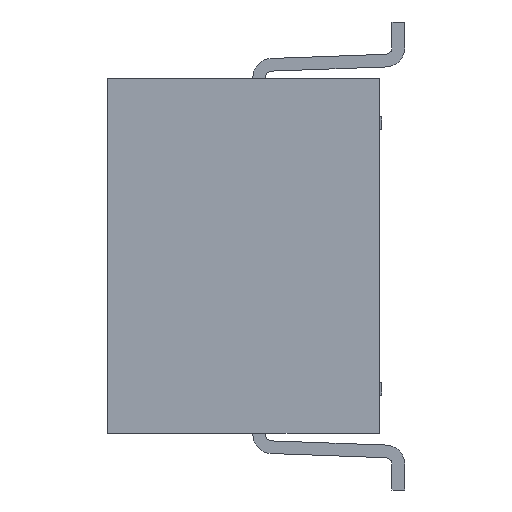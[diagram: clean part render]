
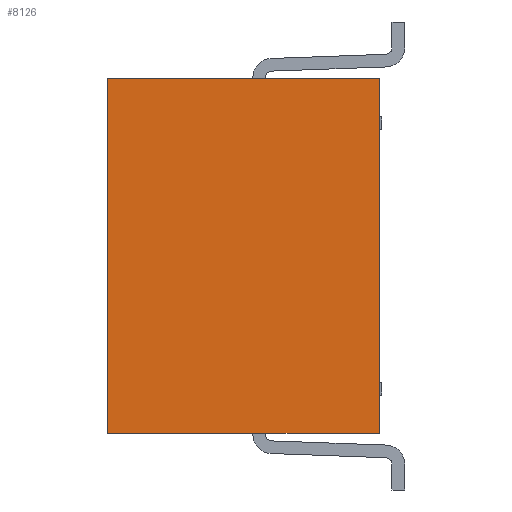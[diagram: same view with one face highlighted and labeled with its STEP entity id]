
A CAD part, left-side view. The second image highlights one B-rep face of the part: STEP entity #8126.
In plain terms, the highlighted planar face has unit normal (-1, 0, 0).
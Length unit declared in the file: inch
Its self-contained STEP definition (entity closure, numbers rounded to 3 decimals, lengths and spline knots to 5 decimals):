
#13 = CARTESIAN_POINT ( 'NONE',  ( -0.25, 0.18, 0.14 ) ) ;
#196 = CARTESIAN_POINT ( 'NONE',  ( -0.25, 0.18, 0.14 ) ) ;
#638 = AXIS2_PLACEMENT_3D ( 'NONE', #6305, #9193, #4886 ) ;
#792 = CARTESIAN_POINT ( 'NONE',  ( -0.25, -0.035, -0.14 ) ) ;
#925 = LINE ( 'NONE', #5947, #6641 ) ;
#930 = DIRECTION ( 'NONE',  ( 0., 0., 1. ) ) ;
#1013 = CARTESIAN_POINT ( 'NONE',  ( -0.25, 0.18, -0.14 ) ) ;
#1468 = VERTEX_POINT ( 'NONE', #792 ) ;
#1661 = DIRECTION ( 'NONE',  ( 0., -1., 0. ) ) ;
#1923 = DIRECTION ( 'NONE',  ( 0., 0., -1. ) ) ;
#1972 = LINE ( 'NONE', #5498, #7481 ) ;
#2127 = EDGE_CURVE ( 'NONE', #2950, #1468, #925, .T. ) ;
#2200 = ORIENTED_EDGE ( 'NONE', *, *, #8368, .F. ) ;
#2336 = CARTESIAN_POINT ( 'NONE',  ( -0.25, -0.035, 0.14 ) ) ;
#2467 = VECTOR ( 'NONE', #930, 39.37008 ) ;
#2739 = VERTEX_POINT ( 'NONE', #13 ) ;
#2950 = VERTEX_POINT ( 'NONE', #1013 ) ;
#3551 = LINE ( 'NONE', #6295, #7155 ) ;
#4150 = PLANE ( 'NONE',  #638 ) ;
#4377 = LINE ( 'NONE', #196, #2467 ) ;
#4543 = VERTEX_POINT ( 'NONE', #2336 ) ;
#4728 = EDGE_CURVE ( 'NONE', #2739, #4543, #3551, .T. ) ;
#4886 = DIRECTION ( 'NONE',  ( 0., 0., -1. ) ) ;
#5469 = ORIENTED_EDGE ( 'NONE', *, *, #2127, .T. ) ;
#5498 = CARTESIAN_POINT ( 'NONE',  ( -0.25, -0.035, 0.14 ) ) ;
#5947 = CARTESIAN_POINT ( 'NONE',  ( -0.25, 0.18, -0.14 ) ) ;
#6295 = CARTESIAN_POINT ( 'NONE',  ( -0.25, 0.18, 0.14 ) ) ;
#6305 = CARTESIAN_POINT ( 'NONE',  ( -0.25, 0.18, 0.14 ) ) ;
#6641 = VECTOR ( 'NONE', #1661, 39.37008 ) ;
#6816 = EDGE_CURVE ( 'NONE', #4543, #1468, #1972, .T. ) ;
#7155 = VECTOR ( 'NONE', #7744, 39.37008 ) ;
#7302 = ORIENTED_EDGE ( 'NONE', *, *, #4728, .F. ) ;
#7311 = EDGE_LOOP ( 'NONE', ( #5469, #7388, #7302, #2200 ) ) ;
#7388 = ORIENTED_EDGE ( 'NONE', *, *, #6816, .F. ) ;
#7481 = VECTOR ( 'NONE', #1923, 39.37008 ) ;
#7744 = DIRECTION ( 'NONE',  ( 0., -1., 0. ) ) ;
#7764 = FACE_OUTER_BOUND ( 'NONE', #7311, .T. ) ;
#8126 = ADVANCED_FACE ( 'NONE', ( #7764 ), #4150, .F. ) ;
#8368 = EDGE_CURVE ( 'NONE', #2950, #2739, #4377, .T. ) ;
#9193 = DIRECTION ( 'NONE',  ( 1., 0., 0. ) ) ;
